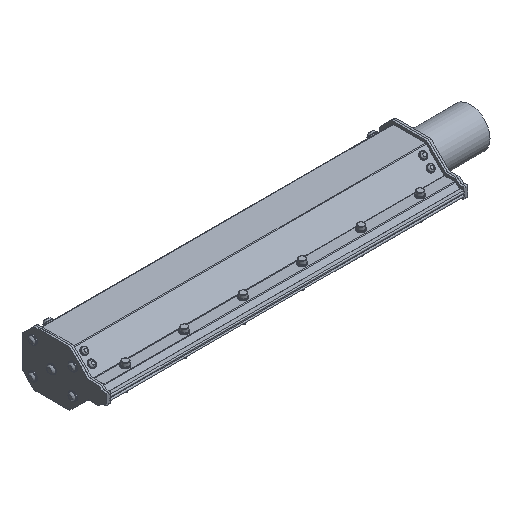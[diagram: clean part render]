
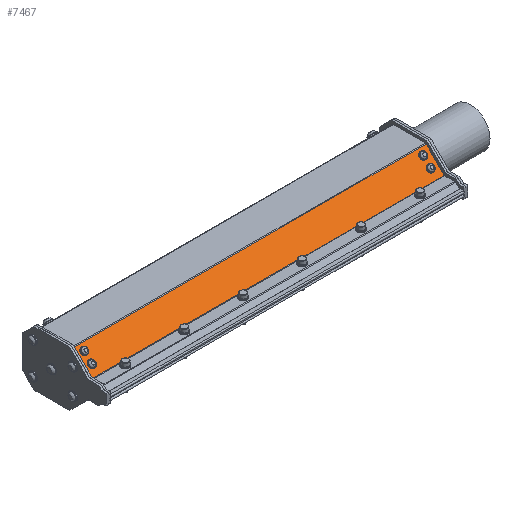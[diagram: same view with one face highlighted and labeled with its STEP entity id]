
A CAD part, isometric view. The second image highlights one B-rep face of the part: STEP entity #7467.
In plain terms, the highlighted planar face has unit normal (0, -0.707, 0.707).
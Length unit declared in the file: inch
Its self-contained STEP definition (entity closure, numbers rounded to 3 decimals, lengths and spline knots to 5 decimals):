
#342=FACE_BOUND('',#2407,.T.);
#343=FACE_BOUND('',#2408,.T.);
#344=FACE_BOUND('',#2409,.T.);
#345=FACE_BOUND('',#2410,.T.);
#782=LINE('',#28697,#1128);
#867=LINE('',#29366,#1213);
#873=LINE('',#29387,#1219);
#874=LINE('',#29388,#1220);
#1128=VECTOR('',#8947,0.3937);
#1213=VECTOR('',#9530,0.3937);
#1219=VECTOR('',#9552,0.3937);
#1220=VECTOR('',#9553,0.3937);
#1505=PLANE('',#8151);
#1829=FACE_OUTER_BOUND('',#2406,.T.);
#2406=EDGE_LOOP('',(#5786,#5787,#5788,#5789));
#2407=EDGE_LOOP('',(#5790));
#2408=EDGE_LOOP('',(#5791));
#2409=EDGE_LOOP('',(#5792));
#2410=EDGE_LOOP('',(#5793));
#3152=CIRCLE('',#8152,0.17717);
#3153=CIRCLE('',#8153,0.17717);
#3154=CIRCLE('',#8154,0.17717);
#3155=CIRCLE('',#8155,0.17717);
#3529=VERTEX_POINT('',#28694);
#3530=VERTEX_POINT('',#28696);
#3721=VERTEX_POINT('',#29364);
#3728=VERTEX_POINT('',#29386);
#3729=VERTEX_POINT('',#29389);
#3730=VERTEX_POINT('',#29391);
#3731=VERTEX_POINT('',#29393);
#3732=VERTEX_POINT('',#29395);
#4265=EDGE_CURVE('',#3530,#3529,#782,.T.);
#4529=EDGE_CURVE('',#3721,#3529,#867,.T.);
#4539=EDGE_CURVE('',#3530,#3728,#873,.T.);
#4540=EDGE_CURVE('',#3728,#3721,#874,.T.);
#4541=EDGE_CURVE('',#3729,#3729,#3152,.T.);
#4542=EDGE_CURVE('',#3730,#3730,#3153,.T.);
#4543=EDGE_CURVE('',#3731,#3731,#3154,.T.);
#4544=EDGE_CURVE('',#3732,#3732,#3155,.T.);
#5786=ORIENTED_EDGE('',*,*,#4539,.F.);
#5787=ORIENTED_EDGE('',*,*,#4265,.T.);
#5788=ORIENTED_EDGE('',*,*,#4529,.F.);
#5789=ORIENTED_EDGE('',*,*,#4540,.F.);
#5790=ORIENTED_EDGE('',*,*,#4541,.T.);
#5791=ORIENTED_EDGE('',*,*,#4542,.T.);
#5792=ORIENTED_EDGE('',*,*,#4543,.T.);
#5793=ORIENTED_EDGE('',*,*,#4544,.T.);
#7467=ADVANCED_FACE('',(#1829,#342,#343,#344,#345),#1505,.T.);
#8151=AXIS2_PLACEMENT_3D('',#29385,#9550,#9551);
#8152=AXIS2_PLACEMENT_3D('',#29390,#9554,#9555);
#8153=AXIS2_PLACEMENT_3D('',#29392,#9556,#9557);
#8154=AXIS2_PLACEMENT_3D('',#29394,#9558,#9559);
#8155=AXIS2_PLACEMENT_3D('',#29396,#9560,#9561);
#8947=DIRECTION('',(0.,0.707,0.707));
#9530=DIRECTION('',(1.,0.,0.));
#9550=DIRECTION('center_axis',(0.,-0.707,
0.707));
#9551=DIRECTION('ref_axis',(0.,0.707,0.707));
#9552=DIRECTION('',(-1.,0.,0.));
#9553=DIRECTION('',(0.,0.707,0.707));
#9554=DIRECTION('center_axis',(0.,0.707,
-0.707));
#9555=DIRECTION('ref_axis',(0.821,0.403,0.403));
#9556=DIRECTION('center_axis',(0.,0.707,
-0.707));
#9557=DIRECTION('ref_axis',(0.954,-0.213,-0.213));
#9558=DIRECTION('center_axis',(0.,0.707,
-0.707));
#9559=DIRECTION('ref_axis',(0.992,-0.088,-0.088));
#9560=DIRECTION('center_axis',(0.,0.707,
-0.707));
#9561=DIRECTION('ref_axis',(0.952,-0.215,-0.215));
#28694=CARTESIAN_POINT('',(0.76887,-0.84128,1.23393));
#28696=CARTESIAN_POINT('',(0.76887,-1.76492,0.31029));
#28697=CARTESIAN_POINT('',(0.76887,-1.77371,0.3015));
#29364=CARTESIAN_POINT('',(-17.23113,-0.84128,1.23393));
#29366=CARTESIAN_POINT('',(0.76887,-0.84128,1.23393));
#29385=CARTESIAN_POINT('Origin',(0.76887,-1.77371,0.3015));
#29386=CARTESIAN_POINT('',(-17.23113,-1.76492,0.31029));
#29387=CARTESIAN_POINT('',(0.76887,-1.76492,0.31029));
#29388=CARTESIAN_POINT('',(-17.23113,-1.77371,0.3015));
#29389=CARTESIAN_POINT('',(-16.71064,-0.98601,1.08919));
#29390=CARTESIAN_POINT('Origin',(-16.85613,-1.0575,1.01771));
#29391=CARTESIAN_POINT('',(0.56285,-1.47133,0.60388));
#29392=CARTESIAN_POINT('Origin',(0.39387,-1.43368,0.64153));
#29393=CARTESIAN_POINT('',(-16.68033,-1.4492,0.62601));
#29394=CARTESIAN_POINT('Origin',(-16.85613,-1.43368,0.64153));
#29395=CARTESIAN_POINT('',(0.56262,-1.09566,0.97955));
#29396=CARTESIAN_POINT('Origin',(0.39387,-1.0575,1.01771));
